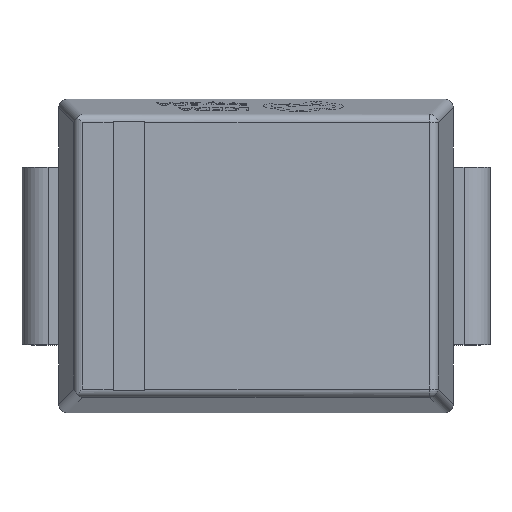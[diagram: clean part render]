
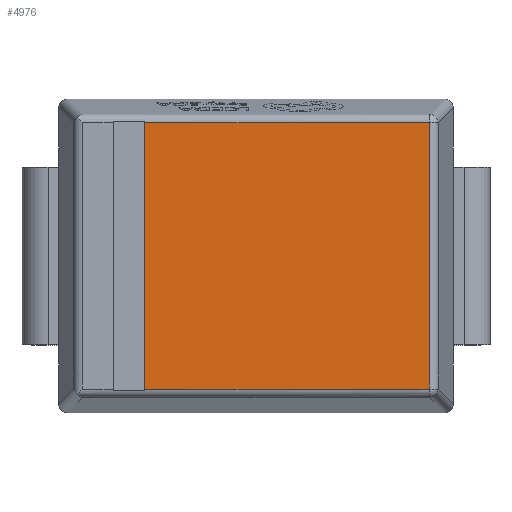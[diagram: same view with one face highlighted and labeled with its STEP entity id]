
A CAD part, top view. The second image highlights one B-rep face of the part: STEP entity #4976.
In plain terms, the highlighted planar face has unit normal (0, 0, 1).
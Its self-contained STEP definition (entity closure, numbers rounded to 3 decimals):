
#148 = CARTESIAN_POINT ( 'NONE',  ( 2.085, -1.537, 1.075 ) ) ;
#2175 = LINE ( 'NONE', #6226, #9953 ) ;
#2560 = VERTEX_POINT ( 'NONE', #11226 ) ;
#2581 = LINE ( 'NONE', #148, #12756 ) ;
#2740 = EDGE_CURVE ( 'NONE', #13590, #11456, #2581, .T. ) ;
#3631 = CARTESIAN_POINT ( 'NONE',  ( -1.283, 1.537, 1.075 ) ) ;
#4498 = DIRECTION ( 'NONE',  ( 0., 0., 1. ) ) ;
#4970 = DIRECTION ( 'NONE',  ( 0., 1., 0. ) ) ;
#4976 = ADVANCED_FACE ( 'NONE', ( #5189 ), #10542, .T. ) ;
#5040 = CARTESIAN_POINT ( 'NONE',  ( -1.283, 0., 1.075 ) ) ;
#5189 = FACE_OUTER_BOUND ( 'NONE', #10798, .T. ) ;
#5243 = VECTOR ( 'NONE', #11402, 1000. ) ;
#5520 = EDGE_CURVE ( 'NONE', #11456, #2560, #7207, .T. ) ;
#6226 = CARTESIAN_POINT ( 'NONE',  ( -1.283, 1.537, 1.075 ) ) ;
#6294 = CARTESIAN_POINT ( 'NONE',  ( 2.002, -1.537, 1.075 ) ) ;
#6296 = DIRECTION ( 'NONE',  ( -1., 0., 0. ) ) ;
#6488 = DIRECTION ( 'NONE',  ( 1., 0., 0. ) ) ;
#6949 = CARTESIAN_POINT ( 'NONE',  ( -1.283, -1.537, 1.075 ) ) ;
#7138 = CARTESIAN_POINT ( 'NONE',  ( 2.002, 1.62, 1.075 ) ) ;
#7207 = LINE ( 'NONE', #7138, #5243 ) ;
#7997 = EDGE_CURVE ( 'NONE', #13590, #11216, #13547, .T. ) ;
#8146 = ORIENTED_EDGE ( 'NONE', *, *, #7997, .F. ) ;
#8191 = CARTESIAN_POINT ( 'NONE',  ( 0., 0., 1.075 ) ) ;
#8825 = VECTOR ( 'NONE', #4970, 1000. ) ;
#9046 = ORIENTED_EDGE ( 'NONE', *, *, #12187, .T. ) ;
#9953 = VECTOR ( 'NONE', #6296, 1000. ) ;
#10196 = AXIS2_PLACEMENT_3D ( 'NONE', #8191, #4498, #6488 ) ;
#10542 = PLANE ( 'NONE',  #10196 ) ;
#10798 = EDGE_LOOP ( 'NONE', ( #8146, #11184, #10861, #9046 ) ) ;
#10861 = ORIENTED_EDGE ( 'NONE', *, *, #5520, .T. ) ;
#11184 = ORIENTED_EDGE ( 'NONE', *, *, #2740, .T. ) ;
#11216 = VERTEX_POINT ( 'NONE', #3631 ) ;
#11226 = CARTESIAN_POINT ( 'NONE',  ( 2.002, 1.537, 1.075 ) ) ;
#11402 = DIRECTION ( 'NONE',  ( 0., 1., 0. ) ) ;
#11456 = VERTEX_POINT ( 'NONE', #6294 ) ;
#12187 = EDGE_CURVE ( 'NONE', #2560, #11216, #2175, .T. ) ;
#12756 = VECTOR ( 'NONE', #12875, 1000. ) ;
#12875 = DIRECTION ( 'NONE',  ( 1., 0., 0. ) ) ;
#13547 = LINE ( 'NONE', #5040, #8825 ) ;
#13590 = VERTEX_POINT ( 'NONE', #6949 ) ;
